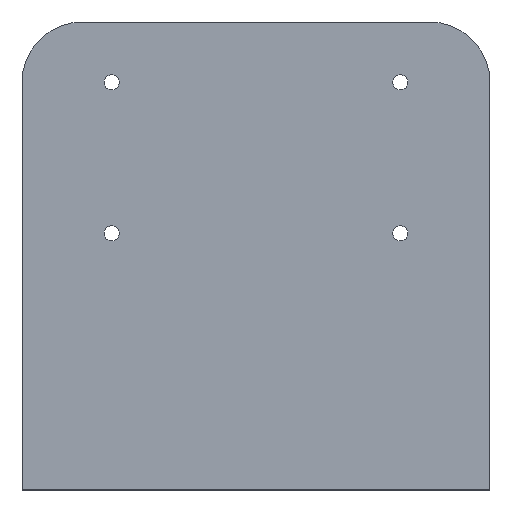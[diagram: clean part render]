
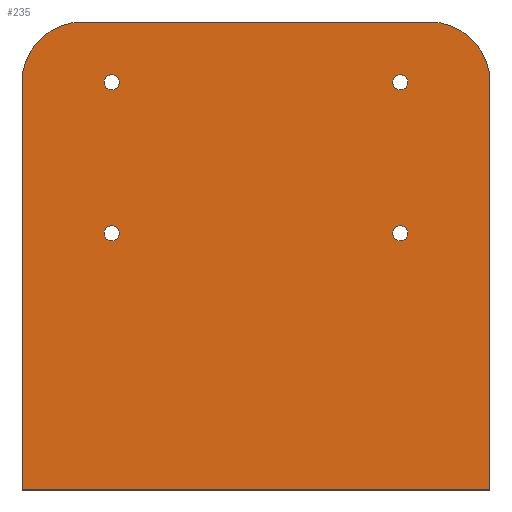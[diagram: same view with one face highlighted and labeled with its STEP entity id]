
A CAD part, top view. The second image highlights one B-rep face of the part: STEP entity #235.
In plain terms, the highlighted planar face has unit normal (0, 0, 1).
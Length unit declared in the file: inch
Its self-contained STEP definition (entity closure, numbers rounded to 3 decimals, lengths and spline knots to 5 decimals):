
#15=FACE_BOUND('',#52,.T.);
#16=FACE_BOUND('',#53,.T.);
#17=FACE_BOUND('',#54,.T.);
#18=FACE_BOUND('',#55,.T.);
#27=PLANE('',#273);
#39=FACE_OUTER_BOUND('',#51,.T.);
#51=EDGE_LOOP('',(#199,#200,#201,#202,#203,#204));
#52=EDGE_LOOP('',(#205));
#53=EDGE_LOOP('',(#206));
#54=EDGE_LOOP('',(#207));
#55=EDGE_LOOP('',(#208));
#67=LINE('',#375,#85);
#70=LINE('',#381,#88);
#74=LINE('',#393,#92);
#78=LINE('',#403,#96);
#85=VECTOR('',#309,0.3937);
#88=VECTOR('',#314,0.3937);
#92=VECTOR('',#326,0.3937);
#96=VECTOR('',#338,0.3937);
#98=CIRCLE('',#253,0.25);
#100=CIRCLE('',#256,0.25);
#102=CIRCLE('',#259,0.25);
#104=CIRCLE('',#262,0.25);
#106=CIRCLE('',#267,2.);
#108=CIRCLE('',#271,2.);
#110=VERTEX_POINT('',#347);
#112=VERTEX_POINT('',#353);
#114=VERTEX_POINT('',#359);
#116=VERTEX_POINT('',#365);
#119=VERTEX_POINT('',#372);
#120=VERTEX_POINT('',#374);
#122=VERTEX_POINT('',#380);
#124=VERTEX_POINT('',#386);
#126=VERTEX_POINT('',#392);
#128=VERTEX_POINT('',#398);
#131=EDGE_CURVE('',#110,#110,#98,.T.);
#134=EDGE_CURVE('',#112,#112,#100,.T.);
#137=EDGE_CURVE('',#114,#114,#102,.T.);
#140=EDGE_CURVE('',#116,#116,#104,.T.);
#143=EDGE_CURVE('',#120,#119,#67,.T.);
#146=EDGE_CURVE('',#122,#120,#70,.T.);
#149=EDGE_CURVE('',#124,#122,#106,.T.);
#152=EDGE_CURVE('',#126,#124,#74,.T.);
#155=EDGE_CURVE('',#128,#126,#108,.T.);
#158=EDGE_CURVE('',#119,#128,#78,.T.);
#199=ORIENTED_EDGE('',*,*,#158,.T.);
#200=ORIENTED_EDGE('',*,*,#155,.T.);
#201=ORIENTED_EDGE('',*,*,#152,.T.);
#202=ORIENTED_EDGE('',*,*,#149,.T.);
#203=ORIENTED_EDGE('',*,*,#146,.T.);
#204=ORIENTED_EDGE('',*,*,#143,.T.);
#205=ORIENTED_EDGE('',*,*,#131,.T.);
#206=ORIENTED_EDGE('',*,*,#134,.T.);
#207=ORIENTED_EDGE('',*,*,#137,.T.);
#208=ORIENTED_EDGE('',*,*,#140,.T.);
#235=ADVANCED_FACE('',(#39,#15,#16,#17,#18),#27,.T.);
#253=AXIS2_PLACEMENT_3D('',#349,#282,#283);
#256=AXIS2_PLACEMENT_3D('',#355,#289,#290);
#259=AXIS2_PLACEMENT_3D('',#361,#296,#297);
#262=AXIS2_PLACEMENT_3D('',#367,#303,#304);
#267=AXIS2_PLACEMENT_3D('',#387,#320,#321);
#271=AXIS2_PLACEMENT_3D('',#399,#332,#333);
#273=AXIS2_PLACEMENT_3D('',#404,#339,#340);
#282=DIRECTION('center_axis',(0.,0.,-1.));
#283=DIRECTION('ref_axis',(-1.,0.,0.));
#289=DIRECTION('center_axis',(0.,0.,-1.));
#290=DIRECTION('ref_axis',(-1.,0.,0.));
#296=DIRECTION('center_axis',(0.,0.,-1.));
#297=DIRECTION('ref_axis',(-1.,0.,0.));
#303=DIRECTION('center_axis',(0.,0.,-1.));
#304=DIRECTION('ref_axis',(-1.,0.,0.));
#309=DIRECTION('',(1.,0.,0.));
#314=DIRECTION('',(0.,-1.,0.));
#320=DIRECTION('center_axis',(0.,0.,1.));
#321=DIRECTION('ref_axis',(0.,1.,0.));
#326=DIRECTION('',(-1.,0.,0.));
#332=DIRECTION('center_axis',(0.,0.,1.));
#333=DIRECTION('ref_axis',(1.,0.,0.));
#338=DIRECTION('',(0.,1.,0.));
#339=DIRECTION('center_axis',(0.,0.,1.));
#340=DIRECTION('ref_axis',(1.,0.,0.));
#347=CARTESIAN_POINT('',(5.03346,13.5,1.));
#349=CARTESIAN_POINT('Origin',(4.78346,13.5,1.));
#353=CARTESIAN_POINT('',(-4.53346,8.5,1.));
#355=CARTESIAN_POINT('Origin',(-4.78346,8.5,1.));
#359=CARTESIAN_POINT('',(-4.53346,13.5,1.));
#361=CARTESIAN_POINT('Origin',(-4.78346,13.5,1.));
#365=CARTESIAN_POINT('',(5.03346,8.5,1.));
#367=CARTESIAN_POINT('Origin',(4.78346,8.5,1.));
#372=CARTESIAN_POINT('',(7.75,0.,1.));
#374=CARTESIAN_POINT('',(-7.75,0.,1.));
#375=CARTESIAN_POINT('',(7.75,0.,1.));
#380=CARTESIAN_POINT('',(-7.75,13.5,1.));
#381=CARTESIAN_POINT('',(-7.75,0.,1.));
#386=CARTESIAN_POINT('',(-5.75,15.5,1.));
#387=CARTESIAN_POINT('Origin',(-5.75,13.5,1.));
#392=CARTESIAN_POINT('',(5.75,15.5,1.));
#393=CARTESIAN_POINT('',(-5.75,15.5,1.));
#398=CARTESIAN_POINT('',(7.75,13.5,1.));
#399=CARTESIAN_POINT('Origin',(5.75,13.5,1.));
#403=CARTESIAN_POINT('',(7.75,13.5,1.));
#404=CARTESIAN_POINT('Origin',(0.,7.75,1.));
